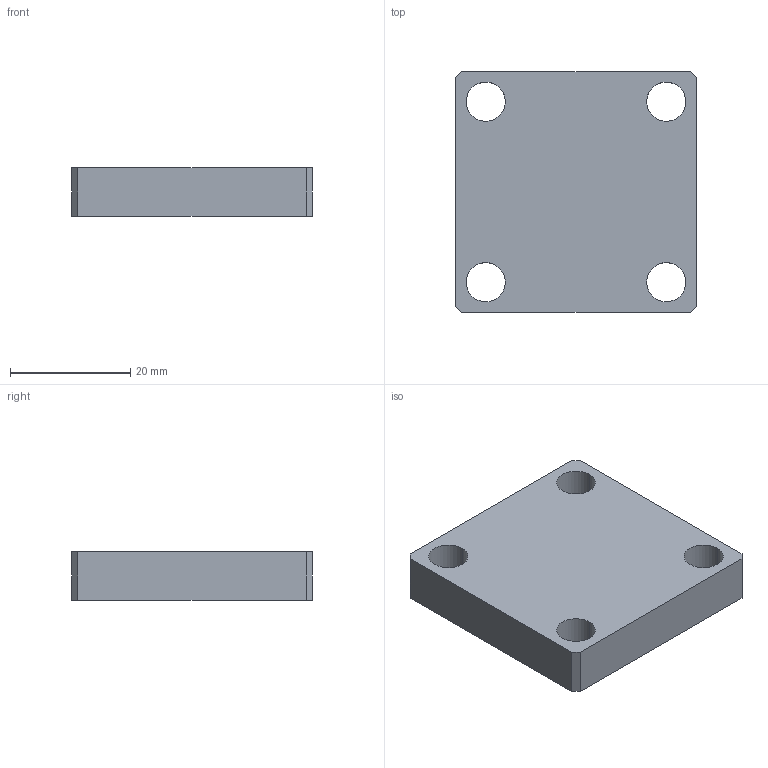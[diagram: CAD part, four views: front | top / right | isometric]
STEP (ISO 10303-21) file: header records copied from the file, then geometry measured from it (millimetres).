
FILE_DESCRIPTION(('Creo Elements/Direct Modeling STEP Export'),'2;1');
FILE_NAME('44.0370_Abschlussplatte-MMS-44_40x40x8.stp','2022-03-21T 9:02:45',(''),(''),'PTC Creo Elements/Direct Modeling STEP processor for AP214 (Solid Model)','PTC Creo Elements/Direct Modeling 19.0C 15-Aug-2015 (C) Parametric Technology GmbH','');
FILE_SCHEMA(('AUTOMOTIVE_DESIGN { 1 0 10303 214 1 1 1 1 }'));
Length unit declared in the file: millimetre
Products named in the file (2): Abschlussplatte-MMS-44_40x40x8_44.0370_PX175566
Assembly tree (1 placements, depth 2):
  Abschlussplatte-MMS-44_40x40x8_44.0370_PX175566
    Abschlussplatte-MMS-44_40x40x8_44.0370_PX175566
Bounding box: 40 x 40 x 8 mm (x, y, z)
Volume: 11722.1 mm3; surface area: 4845.2 mm2
Topology: 1 solids, 1 shells, 18 faces, 48 edges, 32 vertices
Faces by surface type: plane 10, cylinder 8
Entity records: 589 total; most frequent: ORIENTED_EDGE 96, CARTESIAN_POINT 92, DIRECTION 88, EDGE_CURVE 48, VERTEX_POINT 32, VECTOR 32, LINE 32, AXIS2_PLACEMENT_3D 28
